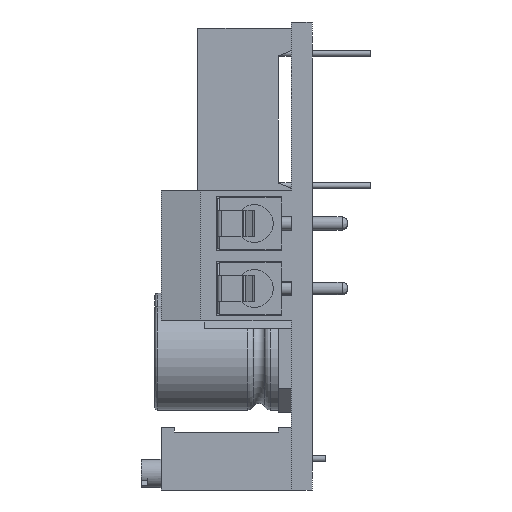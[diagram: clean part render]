
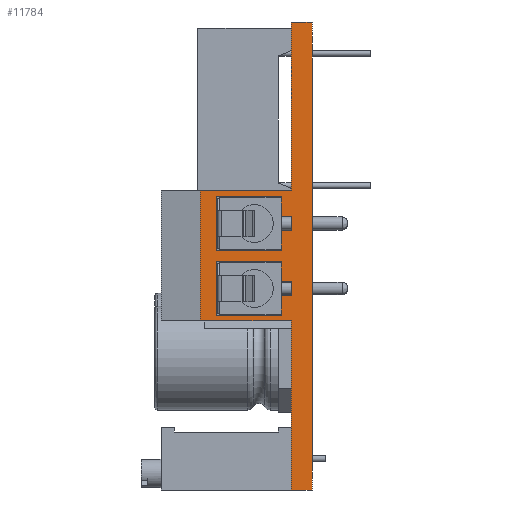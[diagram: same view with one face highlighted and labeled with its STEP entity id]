
A CAD part, left-side view. The second image highlights one B-rep face of the part: STEP entity #11784.
In plain terms, the highlighted planar face has unit normal (-1, 0, 0).
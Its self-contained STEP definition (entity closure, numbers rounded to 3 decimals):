
#283=FACE_BOUND('',#1947,.T.);
#284=FACE_BOUND('',#1948,.T.);
#1240=FACE_OUTER_BOUND('',#1946,.T.);
#1946=EDGE_LOOP('',(#10120,#10121,#10122,#10123,#10124,#10125,#10126,#10127));
#1947=EDGE_LOOP('',(#10128,#10129,#10130,#10131,#10132,#10133,#10134,#10135));
#1948=EDGE_LOOP('',(#10136,#10137,#10138,#10139,#10140,#10141,#10142,#10143));
#2540=LINE('',#17534,#3790);
#2548=LINE('',#17550,#3798);
#2652=LINE('',#17943,#3902);
#2660=LINE('',#17959,#3910);
#2707=LINE('',#18075,#3957);
#2709=LINE('',#18079,#3959);
#2711=LINE('',#18083,#3961);
#2713=LINE('',#18087,#3963);
#2718=LINE('',#18101,#3968);
#2719=LINE('',#18105,#3969);
#2729=LINE('',#18127,#3979);
#2732=LINE('',#18135,#3982);
#2735=LINE('',#18141,#3985);
#2738=LINE('',#18149,#3988);
#2747=LINE('',#18169,#3997);
#2758=LINE('',#18194,#4008);
#2763=LINE('',#18203,#4013);
#2779=LINE('',#18311,#4029);
#2780=LINE('',#18313,#4030);
#3241=LINE('',#19377,#4491);
#3244=LINE('',#19381,#4494);
#3245=LINE('',#19383,#4495);
#3246=LINE('',#19385,#4496);
#3247=LINE('',#19386,#4497);
#3790=VECTOR('',#14161,1.5);
#3798=VECTOR('',#14169,1.5);
#3902=VECTOR('',#14459,1.5);
#3910=VECTOR('',#14467,1.5);
#3957=VECTOR('',#14574,5.);
#3959=VECTOR('',#14578,5.);
#3961=VECTOR('',#14582,5.);
#3963=VECTOR('',#14586,5.);
#3968=VECTOR('',#14605,4.1);
#3969=VECTOR('',#14610,4.1);
#3979=VECTOR('',#14630,0.8);
#3982=VECTOR('',#14639,0.8);
#3985=VECTOR('',#14644,0.8);
#3988=VECTOR('',#14653,0.8);
#3997=VECTOR('',#14670,10.);
#4008=VECTOR('',#14693,7.);
#4013=VECTOR('',#14700,7.);
#4029=VECTOR('',#14780,36.);
#4030=VECTOR('',#14783,36.);
#4491=VECTOR('',#15762,1.6);
#4494=VECTOR('',#15767,36.);
#4495=VECTOR('',#15768,36.);
#4496=VECTOR('',#15769,1.6);
#4497=VECTOR('',#15770,36.);
#4977=VERTEX_POINT('',#17531);
#4978=VERTEX_POINT('',#17533);
#4985=VERTEX_POINT('',#17547);
#4986=VERTEX_POINT('',#17549);
#5080=VERTEX_POINT('',#17940);
#5081=VERTEX_POINT('',#17942);
#5088=VERTEX_POINT('',#17956);
#5089=VERTEX_POINT('',#17958);
#5128=VERTEX_POINT('',#18073);
#5129=VERTEX_POINT('',#18077);
#5130=VERTEX_POINT('',#18081);
#5131=VERTEX_POINT('',#18085);
#5141=VERTEX_POINT('',#18125);
#5143=VERTEX_POINT('',#18133);
#5145=VERTEX_POINT('',#18139);
#5147=VERTEX_POINT('',#18147);
#5152=VERTEX_POINT('',#18165);
#5154=VERTEX_POINT('',#18168);
#5162=VERTEX_POINT('',#18193);
#5165=VERTEX_POINT('',#18201);
#5528=VERTEX_POINT('',#19374);
#5529=VERTEX_POINT('',#19376);
#5530=VERTEX_POINT('',#19382);
#5531=VERTEX_POINT('',#19384);
#6263=EDGE_CURVE('',#4977,#4978,#2540,.T.);
#6271=EDGE_CURVE('',#4985,#4986,#2548,.T.);
#6417=EDGE_CURVE('',#5080,#5081,#2652,.T.);
#6425=EDGE_CURVE('',#5088,#5089,#2660,.T.);
#6482=EDGE_CURVE('',#4985,#5128,#2707,.F.);
#6484=EDGE_CURVE('',#5129,#4978,#2709,.T.);
#6486=EDGE_CURVE('',#5088,#5130,#2711,.F.);
#6488=EDGE_CURVE('',#5131,#5081,#2713,.T.);
#6495=EDGE_CURVE('',#5130,#5131,#2718,.T.);
#6497=EDGE_CURVE('',#5128,#5129,#2719,.T.);
#6508=EDGE_CURVE('',#5080,#5141,#2729,.T.);
#6512=EDGE_CURVE('',#5143,#5089,#2732,.F.);
#6515=EDGE_CURVE('',#4977,#5145,#2735,.T.);
#6519=EDGE_CURVE('',#5147,#4986,#2738,.F.);
#6528=EDGE_CURVE('',#5152,#5154,#2747,.T.);
#6541=EDGE_CURVE('',#5162,#5154,#2758,.T.);
#6546=EDGE_CURVE('',#5165,#5152,#2763,.T.);
#6581=EDGE_CURVE('',#5143,#5141,#2779,.T.);
#6582=EDGE_CURVE('',#5147,#5145,#2780,.T.);
#7097=EDGE_CURVE('',#5529,#5528,#3241,.T.);
#7100=EDGE_CURVE('',#5529,#5165,#3244,.T.);
#7101=EDGE_CURVE('',#5528,#5530,#3245,.T.);
#7102=EDGE_CURVE('',#5531,#5530,#3246,.T.);
#7103=EDGE_CURVE('',#5162,#5531,#3247,.T.);
#10120=ORIENTED_EDGE('',*,*,#6541,.T.);
#10121=ORIENTED_EDGE('',*,*,#6528,.F.);
#10122=ORIENTED_EDGE('',*,*,#6546,.F.);
#10123=ORIENTED_EDGE('',*,*,#7100,.F.);
#10124=ORIENTED_EDGE('',*,*,#7097,.T.);
#10125=ORIENTED_EDGE('',*,*,#7101,.T.);
#10126=ORIENTED_EDGE('',*,*,#7102,.F.);
#10127=ORIENTED_EDGE('',*,*,#7103,.F.);
#10128=ORIENTED_EDGE('',*,*,#6581,.F.);
#10129=ORIENTED_EDGE('',*,*,#6512,.T.);
#10130=ORIENTED_EDGE('',*,*,#6425,.F.);
#10131=ORIENTED_EDGE('',*,*,#6486,.T.);
#10132=ORIENTED_EDGE('',*,*,#6495,.T.);
#10133=ORIENTED_EDGE('',*,*,#6488,.T.);
#10134=ORIENTED_EDGE('',*,*,#6417,.F.);
#10135=ORIENTED_EDGE('',*,*,#6508,.T.);
#10136=ORIENTED_EDGE('',*,*,#6519,.T.);
#10137=ORIENTED_EDGE('',*,*,#6271,.F.);
#10138=ORIENTED_EDGE('',*,*,#6482,.T.);
#10139=ORIENTED_EDGE('',*,*,#6497,.T.);
#10140=ORIENTED_EDGE('',*,*,#6484,.T.);
#10141=ORIENTED_EDGE('',*,*,#6263,.F.);
#10142=ORIENTED_EDGE('',*,*,#6515,.T.);
#10143=ORIENTED_EDGE('',*,*,#6582,.F.);
#10735=PLANE('',#12706);
#11784=ADVANCED_FACE('',(#1240,#283,#284),#10735,.F.);
#12706=AXIS2_PLACEMENT_3D('',#19380,#15765,#15766);
#14161=DIRECTION('',(0.,0.,1.));
#14169=DIRECTION('',(0.,0.,1.));
#14459=DIRECTION('',(0.,0.,1.));
#14467=DIRECTION('',(0.,0.,1.));
#14574=DIRECTION('',(0.,-1.,0.));
#14578=DIRECTION('',(0.,-1.,0.));
#14582=DIRECTION('',(0.,-1.,0.));
#14586=DIRECTION('',(0.,-1.,0.));
#14605=DIRECTION('',(0.,0.,1.));
#14610=DIRECTION('',(0.,0.,1.));
#14630=DIRECTION('',(0.,-1.,0.));
#14639=DIRECTION('',(0.,-1.,0.));
#14644=DIRECTION('',(0.,-1.,0.));
#14653=DIRECTION('',(0.,-1.,0.));
#14670=DIRECTION('',(0.,0.,1.));
#14693=DIRECTION('',(0.,1.,0.));
#14700=DIRECTION('',(0.,1.,0.));
#14780=DIRECTION('',(0.,0.,1.));
#14783=DIRECTION('',(0.,0.,1.));
#15762=DIRECTION('',(0.,-1.,0.));
#15765=DIRECTION('center_axis',(1.,0.,0.));
#15766=DIRECTION('ref_axis',(0.,0.,-1.));
#15767=DIRECTION('',(0.,0.,1.));
#15768=DIRECTION('',(0.,0.,1.));
#15769=DIRECTION('',(0.,-1.,0.));
#15770=DIRECTION('',(0.,0.,1.));
#17531=CARTESIAN_POINT('',(-33.,2.4,-1.95));
#17533=CARTESIAN_POINT('',(-33.,2.4,-0.45));
#17534=CARTESIAN_POINT('',(-33.,2.4,-1.95));
#17547=CARTESIAN_POINT('',(-33.,2.4,-4.55));
#17549=CARTESIAN_POINT('',(-33.,2.4,-3.05));
#17550=CARTESIAN_POINT('',(-33.,2.4,-4.55));
#17940=CARTESIAN_POINT('',(-33.,2.4,3.05));
#17942=CARTESIAN_POINT('',(-33.,2.4,4.55));
#17943=CARTESIAN_POINT('',(-33.,2.4,3.05));
#17956=CARTESIAN_POINT('',(-33.,2.4,0.45));
#17958=CARTESIAN_POINT('',(-33.,2.4,1.95));
#17959=CARTESIAN_POINT('',(-33.,2.4,0.45));
#18073=CARTESIAN_POINT('',(-33.,7.4,-4.55));
#18075=CARTESIAN_POINT('',(-33.,7.4,-4.55));
#18077=CARTESIAN_POINT('',(-33.,7.4,-0.45));
#18079=CARTESIAN_POINT('',(-33.,7.4,-0.45));
#18081=CARTESIAN_POINT('',(-33.,7.4,0.45));
#18083=CARTESIAN_POINT('',(-33.,7.4,0.45));
#18085=CARTESIAN_POINT('',(-33.,7.4,4.55));
#18087=CARTESIAN_POINT('',(-33.,7.4,4.55));
#18101=CARTESIAN_POINT('',(-33.,7.4,0.45));
#18105=CARTESIAN_POINT('',(-33.,7.4,-4.55));
#18125=CARTESIAN_POINT('',(-33.,1.6,3.05));
#18127=CARTESIAN_POINT('',(-33.,2.4,3.05));
#18133=CARTESIAN_POINT('',(-33.,1.6,1.95));
#18135=CARTESIAN_POINT('',(-33.,2.4,1.95));
#18139=CARTESIAN_POINT('',(-33.,1.6,-1.95));
#18141=CARTESIAN_POINT('',(-33.,2.4,-1.95));
#18147=CARTESIAN_POINT('',(-33.,1.6,-3.05));
#18149=CARTESIAN_POINT('',(-33.,2.4,-3.05));
#18165=CARTESIAN_POINT('',(-33.,8.6,-5.));
#18168=CARTESIAN_POINT('',(-33.,8.6,5.));
#18169=CARTESIAN_POINT('',(-33.,8.6,-5.));
#18193=CARTESIAN_POINT('',(-33.,1.6,5.));
#18194=CARTESIAN_POINT('',(-33.,1.6,5.));
#18201=CARTESIAN_POINT('',(-33.,1.6,-5.));
#18203=CARTESIAN_POINT('',(-33.,1.6,-5.));
#18311=CARTESIAN_POINT('',(-33.,1.6,-18.));
#18313=CARTESIAN_POINT('',(-33.,1.6,-18.));
#19374=CARTESIAN_POINT('',(-33.,0.,-18.));
#19376=CARTESIAN_POINT('',(-33.,1.6,-18.));
#19377=CARTESIAN_POINT('',(-33.,1.6,-18.));
#19380=CARTESIAN_POINT('Origin',(-33.,1.6,-18.));
#19381=CARTESIAN_POINT('',(-33.,1.6,-18.));
#19382=CARTESIAN_POINT('',(-33.,0.,18.));
#19383=CARTESIAN_POINT('',(-33.,0.,-18.));
#19384=CARTESIAN_POINT('',(-33.,1.6,18.));
#19385=CARTESIAN_POINT('',(-33.,1.6,18.));
#19386=CARTESIAN_POINT('',(-33.,1.6,-18.));
